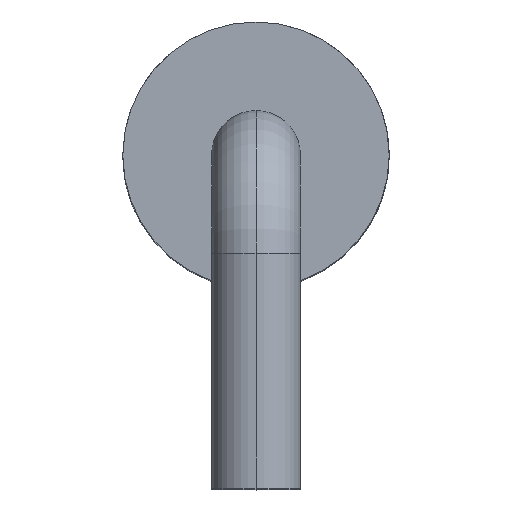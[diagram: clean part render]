
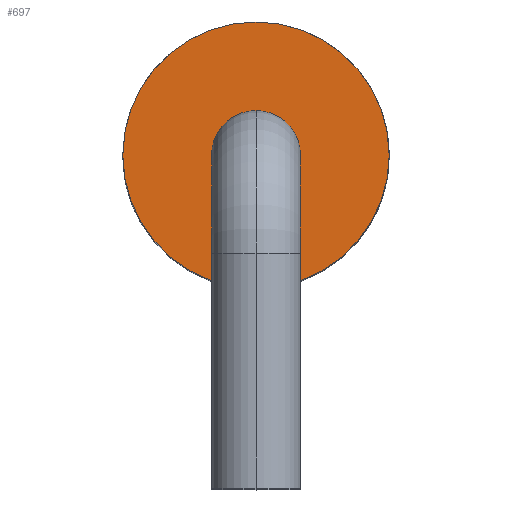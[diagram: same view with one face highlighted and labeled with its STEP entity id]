
A CAD part, top view. The second image highlights one B-rep face of the part: STEP entity #697.
In plain terms, the highlighted planar face has unit normal (0, 0, 1).
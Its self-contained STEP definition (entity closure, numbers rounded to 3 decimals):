
#65 = EDGE_CURVE ( 'NONE', #2026, #1645, #615, .T. ) ;
#91 = EDGE_LOOP ( 'NONE', ( #636, #756 ) ) ;
#127 = DIRECTION ( 'NONE',  ( 1., 0., 0. ) ) ;
#187 = DIRECTION ( 'NONE',  ( 1., 0., 0. ) ) ;
#271 = CARTESIAN_POINT ( 'NONE',  ( 0., 0., 2.403 ) ) ;
#289 = DIRECTION ( 'NONE',  ( 0., 0., -1. ) ) ;
#357 = CARTESIAN_POINT ( 'NONE',  ( -1.35, 0., 2.403 ) ) ;
#417 = CARTESIAN_POINT ( 'NONE',  ( -0.45, 0., 2.403 ) ) ;
#448 = DIRECTION ( 'NONE',  ( -1., 0., 0. ) ) ;
#479 = CIRCLE ( 'NONE', #1796, 1.35 ) ;
#548 = EDGE_LOOP ( 'NONE', ( #1602, #1639 ) ) ;
#615 = CIRCLE ( 'NONE', #1264, 1.35 ) ;
#635 = FACE_OUTER_BOUND ( 'NONE', #548, .T. ) ;
#636 = ORIENTED_EDGE ( 'NONE', *, *, #1453, .F. ) ;
#660 = DIRECTION ( 'NONE',  ( -1., 0., 0. ) ) ;
#691 = CARTESIAN_POINT ( 'NONE',  ( 0., 0., 2.403 ) ) ;
#697 = ADVANCED_FACE ( 'NONE', ( #885, #635 ), #1938, .F. ) ;
#708 = VERTEX_POINT ( 'NONE', #417 ) ;
#756 = ORIENTED_EDGE ( 'NONE', *, *, #1851, .F. ) ;
#885 = FACE_BOUND ( 'NONE', #91, .T. ) ;
#946 = CARTESIAN_POINT ( 'NONE',  ( 0., 0., 2.403 ) ) ;
#954 = CARTESIAN_POINT ( 'NONE',  ( 0., 0., 2.403 ) ) ;
#1099 = DIRECTION ( 'NONE',  ( -1., 0., 0. ) ) ;
#1101 = DIRECTION ( 'NONE',  ( 0., 0., 1. ) ) ;
#1264 = AXIS2_PLACEMENT_3D ( 'NONE', #691, #1830, #187 ) ;
#1372 = EDGE_CURVE ( 'NONE', #1645, #2026, #479, .T. ) ;
#1416 = DIRECTION ( 'NONE',  ( 0., 0., 1. ) ) ;
#1453 = EDGE_CURVE ( 'NONE', #708, #1784, #2060, .T. ) ;
#1591 = AXIS2_PLACEMENT_3D ( 'NONE', #271, #1416, #448 ) ;
#1602 = ORIENTED_EDGE ( 'NONE', *, *, #1372, .T. ) ;
#1639 = ORIENTED_EDGE ( 'NONE', *, *, #65, .T. ) ;
#1645 = VERTEX_POINT ( 'NONE', #1785 ) ;
#1656 = CARTESIAN_POINT ( 'NONE',  ( 0.45, 0., 2.403 ) ) ;
#1784 = VERTEX_POINT ( 'NONE', #1656 ) ;
#1785 = CARTESIAN_POINT ( 'NONE',  ( 1.35, 0., 2.403 ) ) ;
#1796 = AXIS2_PLACEMENT_3D ( 'NONE', #2094, #1101, #127 ) ;
#1817 = AXIS2_PLACEMENT_3D ( 'NONE', #954, #289, #660 ) ;
#1830 = DIRECTION ( 'NONE',  ( 0., 0., 1. ) ) ;
#1851 = EDGE_CURVE ( 'NONE', #1784, #708, #1919, .T. ) ;
#1919 = CIRCLE ( 'NONE', #1591, 0.45 ) ;
#1938 = PLANE ( 'NONE',  #1817 ) ;
#2009 = AXIS2_PLACEMENT_3D ( 'NONE', #946, #2091, #1099 ) ;
#2026 = VERTEX_POINT ( 'NONE', #357 ) ;
#2060 = CIRCLE ( 'NONE', #2009, 0.45 ) ;
#2091 = DIRECTION ( 'NONE',  ( 0., 0., 1. ) ) ;
#2094 = CARTESIAN_POINT ( 'NONE',  ( 0., 0., 2.403 ) ) ;
